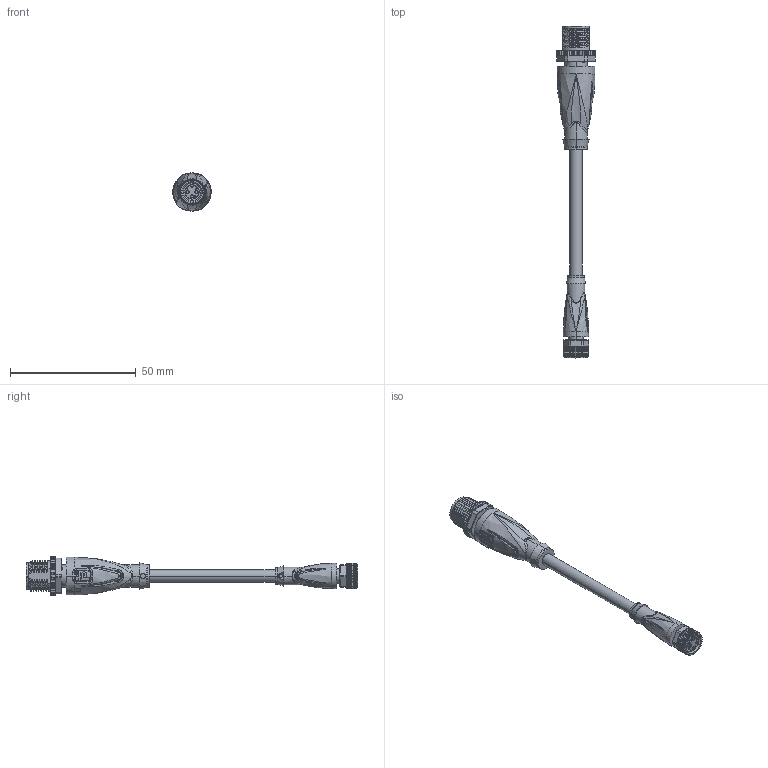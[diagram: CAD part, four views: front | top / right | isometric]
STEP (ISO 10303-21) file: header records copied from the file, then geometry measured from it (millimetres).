
FILE_DESCRIPTION(('STEP AP214'),'1');
FILE_NAME('cctmp_55E2D946-BA74-4B6D-BD29-71E10FDD0E51_2022_04_27_10_36_05_0024..stp','2022-04-27T08:36:15',('KiM GmbH'),('CADClick - www.CADClick.com'),'Spatial InterOp 3D postprocessed',' ','unknown authorization');
FILE_SCHEMA(('AUTOMOTIVE_DESIGN'));
Length unit declared in the file: millimetre
Products named in the file (9): Connection2; Connection2_2; Connection2_1; T193143_1; Cable; Connection1; Connection1_2; Connection1_1; T193143
Assembly tree (8 placements, depth 4):
  T193143
    T193143_1
      Connection2
        Connection2_2
        Connection2_1
      Cable
      Connection1
        Connection1_2
        Connection1_1
Bounding box: 15.4 x 132.1 x 15.37 mm (x, y, z)
Volume: 8323.7 mm3; surface area: 6857.4 mm2
Topology: 8 solids, 10 shells, 1946 faces, 5127 edges, 3235 vertices
Faces by surface type: plane 870, cylinder 354, torus 293, bspline 265, cone 142, extrusion 16, sphere 6
Entity records: 128987 total; most frequent: CARTESIAN_POINT 72635, ORIENTED_EDGE 10212, DIRECTION 8845, EDGE_CURVE 5110, VERTEX_POINT 3235, AXIS2_PLACEMENT_3D 3171, STYLED_ITEM 3031, PRESENTATION_STYLE_ASSIGNMENT 3031
